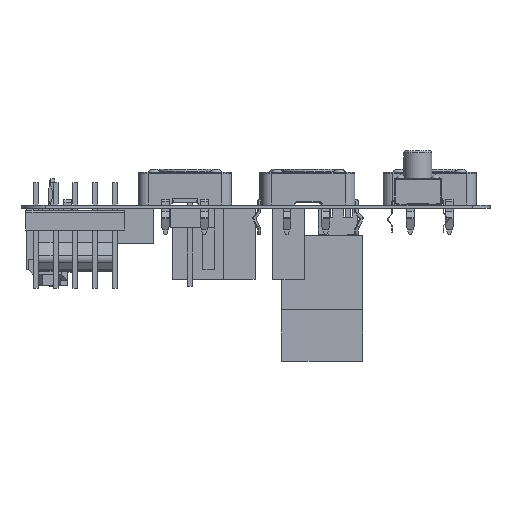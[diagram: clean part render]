
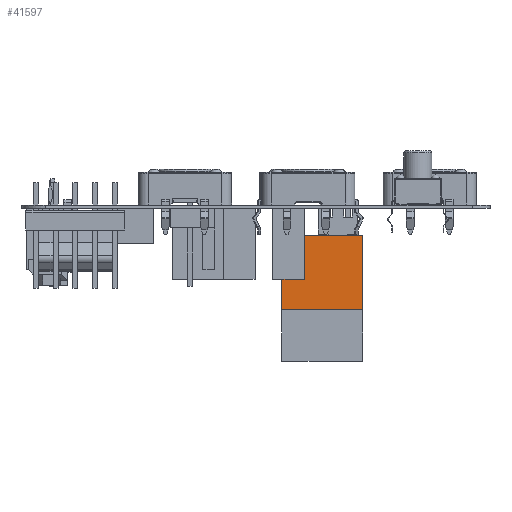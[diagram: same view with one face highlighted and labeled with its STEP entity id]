
A CAD part, left-side view. The second image highlights one B-rep face of the part: STEP entity #41597.
In plain terms, the highlighted planar face has unit normal (-1, 0, 0).
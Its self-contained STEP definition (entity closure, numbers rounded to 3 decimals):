
#41572 = VERTEX_POINT('',#41573);
#41573 = CARTESIAN_POINT('',(-2.35,5.25,9.55));
#41579 = EDGE_CURVE('',#41580,#41572,#41582,.T.);
#41580 = VERTEX_POINT('',#41581);
#41581 = CARTESIAN_POINT('',(-2.35,5.25,0.));
#41582 = LINE('',#41583,#41584);
#41583 = CARTESIAN_POINT('',(-2.35,5.25,0.));
#41584 = VECTOR('',#41585,1.);
#41585 = DIRECTION('',(0.,0.,1.));
#41597 = ADVANCED_FACE('',(#41598),#41623,.F.);
#41598 = FACE_BOUND('',#41599,.F.);
#41599 = EDGE_LOOP('',(#41600,#41601,#41609,#41617));
#41600 = ORIENTED_EDGE('',*,*,#41579,.T.);
#41601 = ORIENTED_EDGE('',*,*,#41602,.T.);
#41602 = EDGE_CURVE('',#41572,#41603,#41605,.T.);
#41603 = VERTEX_POINT('',#41604);
#41604 = CARTESIAN_POINT('',(-2.35,-5.25,9.55));
#41605 = LINE('',#41606,#41607);
#41606 = CARTESIAN_POINT('',(-2.35,5.25,9.55));
#41607 = VECTOR('',#41608,1.);
#41608 = DIRECTION('',(0.,-1.,0.));
#41609 = ORIENTED_EDGE('',*,*,#41610,.F.);
#41610 = EDGE_CURVE('',#41611,#41603,#41613,.T.);
#41611 = VERTEX_POINT('',#41612);
#41612 = CARTESIAN_POINT('',(-2.35,-5.25,0.));
#41613 = LINE('',#41614,#41615);
#41614 = CARTESIAN_POINT('',(-2.35,-5.25,0.));
#41615 = VECTOR('',#41616,1.);
#41616 = DIRECTION('',(0.,0.,1.));
#41617 = ORIENTED_EDGE('',*,*,#41618,.F.);
#41618 = EDGE_CURVE('',#41580,#41611,#41619,.T.);
#41619 = LINE('',#41620,#41621);
#41620 = CARTESIAN_POINT('',(-2.35,5.25,0.));
#41621 = VECTOR('',#41622,1.);
#41622 = DIRECTION('',(0.,-1.,0.));
#41623 = PLANE('',#41624);
#41624 = AXIS2_PLACEMENT_3D('',#41625,#41626,#41627);
#41625 = CARTESIAN_POINT('',(-2.35,5.25,0.));
#41626 = DIRECTION('',(1.,0.,0.));
#41627 = DIRECTION('',(0.,-1.,0.));
